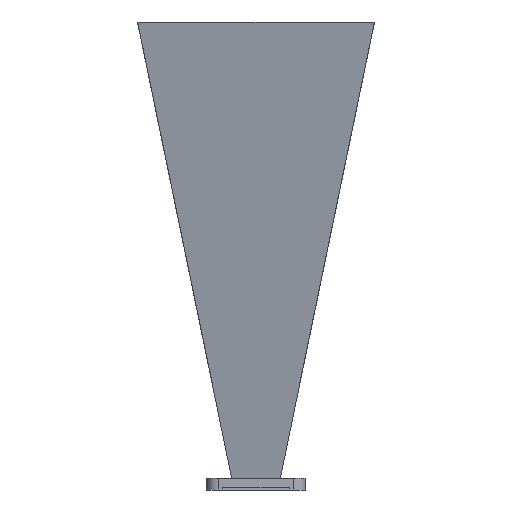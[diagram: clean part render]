
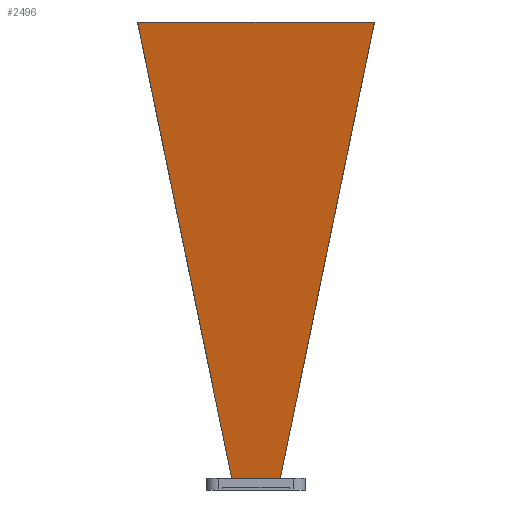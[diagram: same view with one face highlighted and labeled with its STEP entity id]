
A CAD part, front view. The second image highlights one B-rep face of the part: STEP entity #2496.
In plain terms, the highlighted planar face has unit normal (0, -0.986, -0.165).
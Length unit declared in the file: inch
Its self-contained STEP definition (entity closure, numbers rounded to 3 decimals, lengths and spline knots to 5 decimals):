
#10 = ORIENTED_EDGE ( 'NONE', *, *, #1863, .T. ) ;
#27 = EDGE_LOOP ( 'NONE', ( #10, #411, #2613, #2755 ) ) ;
#62 = DIRECTION ( 'NONE',  ( 1., 0., 0. ) ) ;
#85 = CARTESIAN_POINT ( 'NONE',  ( -2.498, -1.8685, 9.861 ) ) ;
#319 = LINE ( 'NONE', #85, #688 ) ;
#352 = VERTEX_POINT ( 'NONE', #2471 ) ;
#387 = CARTESIAN_POINT ( 'NONE',  ( 0.512, -0.262, 0.25 ) ) ;
#411 = ORIENTED_EDGE ( 'NONE', *, *, #621, .F. ) ;
#423 = VERTEX_POINT ( 'NONE', #387 ) ;
#445 = LINE ( 'NONE', #1482, #1549 ) ;
#507 = CARTESIAN_POINT ( 'NONE',  ( -0.17067, -0.262, 0.25 ) ) ;
#597 = CARTESIAN_POINT ( 'NONE',  ( -2.49614, -1.8685, 9.861 ) ) ;
#621 = EDGE_CURVE ( 'NONE', #1695, #724, #319, .T. ) ;
#648 = FACE_OUTER_BOUND ( 'NONE', #27, .T. ) ;
#659 = DIRECTION ( 'NONE',  ( 0., 0.165, -0.986 ) ) ;
#678 = LINE ( 'NONE', #1788, #2441 ) ;
#688 = VECTOR ( 'NONE', #62, 39.37008 ) ;
#724 = VERTEX_POINT ( 'NONE', #1385 ) ;
#872 = CARTESIAN_POINT ( 'NONE',  ( 0., -0.21423, -0.03581 ) ) ;
#1081 = AXIS2_PLACEMENT_3D ( 'NONE', #872, #1704, #659 ) ;
#1182 = EDGE_CURVE ( 'NONE', #352, #1695, #445, .T. ) ;
#1293 = PLANE ( 'NONE',  #1081 ) ;
#1385 = CARTESIAN_POINT ( 'NONE',  ( 2.49614, -1.8685, 9.861 ) ) ;
#1482 = CARTESIAN_POINT ( 'NONE',  ( -0.512, -0.262, 0.25 ) ) ;
#1549 = VECTOR ( 'NONE', #2591, 39.37008 ) ;
#1570 = DIRECTION ( 'NONE',  ( 0.2, -0.162, 0.966 ) ) ;
#1695 = VERTEX_POINT ( 'NONE', #597 ) ;
#1704 = DIRECTION ( 'NONE',  ( 0., 0.986, 0.165 ) ) ;
#1788 = CARTESIAN_POINT ( 'NONE',  ( 0.512, -0.262, 0.25 ) ) ;
#1827 = CARTESIAN_POINT ( 'NONE',  ( 0.17067, -0.262, 0.25 ) ) ;
#1863 = EDGE_CURVE ( 'NONE', #423, #724, #678, .T. ) ;
#2264 = B_SPLINE_CURVE_WITH_KNOTS ( 'NONE', 3,
 ( #2455, #1827, #507, #2636 ),
 .UNSPECIFIED., .F., .F.,
 ( 4, 4 ),
 ( 0., 1. ),
 .UNSPECIFIED. ) ;
#2441 = VECTOR ( 'NONE', #1570, 39.37008 ) ;
#2455 = CARTESIAN_POINT ( 'NONE',  ( 0.512, -0.262, 0.25 ) ) ;
#2471 = CARTESIAN_POINT ( 'NONE',  ( -0.512, -0.262, 0.25 ) ) ;
#2496 = ADVANCED_FACE ( 'NONE', ( #648 ), #1293, .F. ) ;
#2591 = DIRECTION ( 'NONE',  ( -0.2, -0.162, 0.966 ) ) ;
#2613 = ORIENTED_EDGE ( 'NONE', *, *, #1182, .F. ) ;
#2626 = EDGE_CURVE ( 'NONE', #423, #352, #2264, .T. ) ;
#2636 = CARTESIAN_POINT ( 'NONE',  ( -0.512, -0.262, 0.25 ) ) ;
#2755 = ORIENTED_EDGE ( 'NONE', *, *, #2626, .F. ) ;
